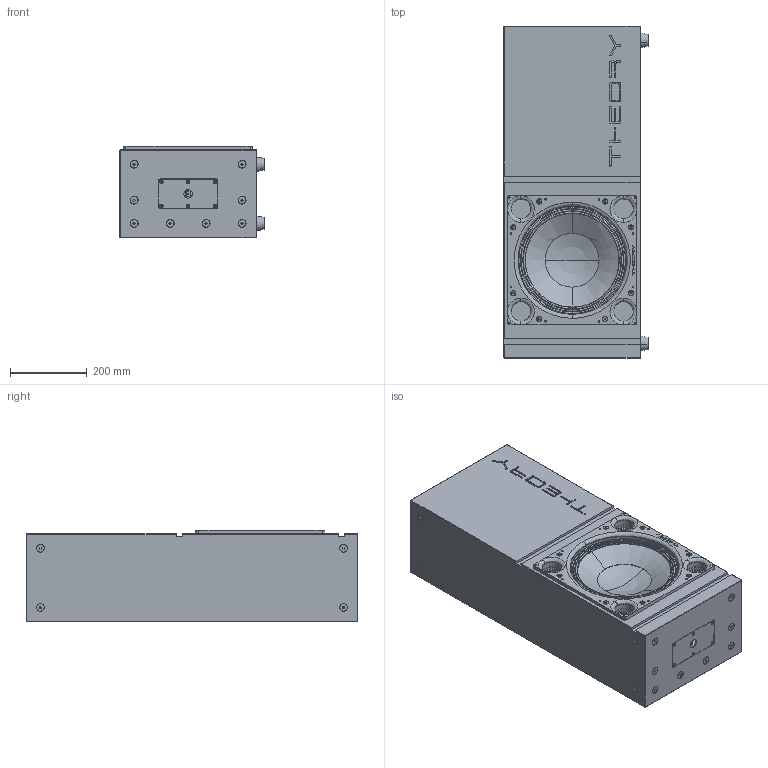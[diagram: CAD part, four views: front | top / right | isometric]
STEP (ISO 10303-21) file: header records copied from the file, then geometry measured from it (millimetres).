
FILE_DESCRIPTION (( 'STEP AP214' ), '1' );
FILE_NAME ('IWS12-9 Exterior Faces Rev A 23.STEP', '2023-08-28T17:52:12', ( '' ), ( '' ), 'SwSTEP 2.0', 'SolidWorks 2023', '' );
FILE_SCHEMA (( 'AUTOMOTIVE_DESIGN' ));
Length unit declared in the file: inch
Products named in the file (1): IWS12-9 Exterior Faces Rev A 23
Bounding box: 375.6 x 863.6 x 238.12 mm (x, y, z)
Surface area: 1704560.8 mm2 (no closed solid volume)
Topology: 0 solids, 81 shells, 641 faces, 2422 edges, 1790 vertices
Faces by surface type: plane 315, cylinder 185, cone 87, bspline 34, torus 18, sphere 2
Entity records: 27679 total; most frequent: CARTESIAN_POINT 7781, DIRECTION 4153, ORIENTED_EDGE 3473, EDGE_CURVE 2384, VERTEX_POINT 1789, AXIS2_PLACEMENT_3D 1412, LINE 1329, VECTOR 1329
